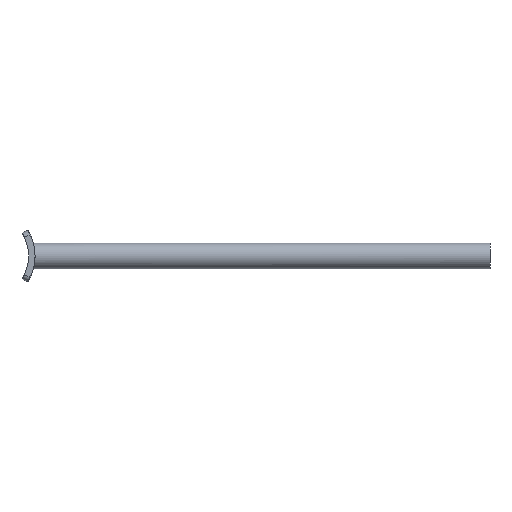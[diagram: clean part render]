
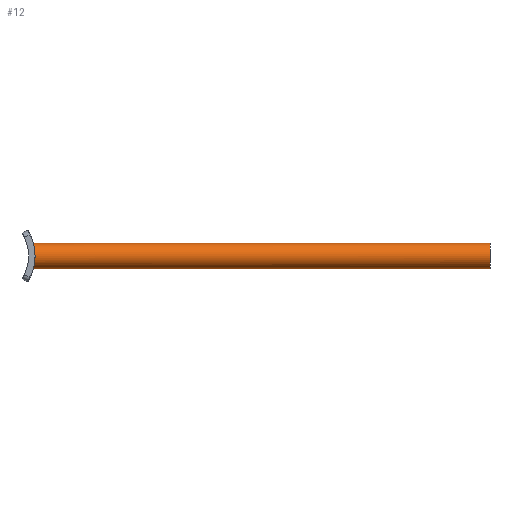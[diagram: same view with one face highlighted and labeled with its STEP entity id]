
A CAD part, front view. The second image highlights one B-rep face of the part: STEP entity #12.
In plain terms, the highlighted cylindrical face has radius 5 mm (diameter 10 mm), a partial arc.
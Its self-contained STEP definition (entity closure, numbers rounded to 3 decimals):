
#11 = CARTESIAN_POINT ( 'NONE',  ( 2.217, -3.766, -3.305 ) ) ;
#12 = ADVANCED_FACE ( 'NONE', ( #181 ), #633, .T. ) ;
#20 = CARTESIAN_POINT ( 'NONE',  ( 1.852, -0.658, 4.967 ) ) ;
#44 = AXIS2_PLACEMENT_3D ( 'NONE', #777, #106, #701 ) ;
#84 = CARTESIAN_POINT ( 'NONE',  ( 2.26, -3.974, -3.051 ) ) ;
#99 = ORIENTED_EDGE ( 'NONE', *, *, #928, .F. ) ;
#106 = DIRECTION ( 'NONE',  ( -1., 0., 0. ) ) ;
#109 = AXIS2_PLACEMENT_3D ( 'NONE', #502, #417, #648 ) ;
#123 = CARTESIAN_POINT ( 'NONE',  ( 2.009, -2.511, -4.336 ) ) ;
#154 = ORIENTED_EDGE ( 'NONE', *, *, #682, .T. ) ;
#181 = FACE_OUTER_BOUND ( 'NONE', #923, .T. ) ;
#182 = CARTESIAN_POINT ( 'NONE',  ( 2.42, -4.68, 1.768 ) ) ;
#186 = VECTOR ( 'NONE', #521, 1000. ) ;
#206 = CARTESIAN_POINT ( 'NONE',  ( 180., 0., 5. ) ) ;
#243 = CARTESIAN_POINT ( 'NONE',  ( 2.132, -3.307, 3.764 ) ) ;
#256 = CARTESIAN_POINT ( 'NONE',  ( 1.843, -0.332, 5. ) ) ;
#258 = ORIENTED_EDGE ( 'NONE', *, *, #574, .T. ) ;
#262 = VERTEX_POINT ( 'NONE', #206 ) ;
#268 = CARTESIAN_POINT ( 'NONE',  ( 1.972, -2.218, -4.493 ) ) ;
#296 = LINE ( 'NONE', #600, #186 ) ;
#302 = B_SPLINE_CURVE_WITH_KNOTS ( 'NONE', 3,
 ( #698, #256, #20, #325, #628, #851, #395, #926, #243, #778, #694, #616, #543, #182, #460, #478, #842, #337, #706, #330, #631, #930, #531, #832, #760, #84, #11, #321, #419, #123, #268, #634, #483, #573, #937, #950, #874, #568 ),
 .UNSPECIFIED., .F., .F.,
 ( 4, 2, 2, 2, 2, 2, 2, 2, 2, 2, 2, 2, 2, 2, 2, 2, 2, 2, 4 ),
 ( 0., 0.001, 0.002, 0.003, 0.004, 0.005, 0.006, 0.006, 0.007, 0.008, 0.009, 0.01, 0.011, 0.012, 0.013, 0.014, 0.015, 0.015, 0.016 ),
 .UNSPECIFIED. ) ;
#321 = CARTESIAN_POINT ( 'NONE',  ( 2.131, -3.303, -3.768 ) ) ;
#325 = CARTESIAN_POINT ( 'NONE',  ( 1.885, -1.299, 4.839 ) ) ;
#330 = CARTESIAN_POINT ( 'NONE',  ( 2.5, -5., -0.326 ) ) ;
#337 = CARTESIAN_POINT ( 'NONE',  ( 2.492, -4.968, 0.655 ) ) ;
#395 = CARTESIAN_POINT ( 'NONE',  ( 2.009, -2.509, 4.337 ) ) ;
#417 = DIRECTION ( 'NONE',  ( 1., 0., 0. ) ) ;
#419 = CARTESIAN_POINT ( 'NONE',  ( 2.088, -3.052, -3.974 ) ) ;
#423 = CARTESIAN_POINT ( 'NONE',  ( 1.843, 0., 5. ) ) ;
#460 = CARTESIAN_POINT ( 'NONE',  ( 2.433, -4.735, 1.615 ) ) ;
#478 = CARTESIAN_POINT ( 'NONE',  ( 2.457, -4.831, 1.301 ) ) ;
#480 = EDGE_CURVE ( 'NONE', #547, #481, #296, .T. ) ;
#481 = VERTEX_POINT ( 'NONE', #891 ) ;
#483 = CARTESIAN_POINT ( 'NONE',  ( 1.885, -1.303, -4.838 ) ) ;
#502 = CARTESIAN_POINT ( 'NONE',  ( 180., 0., 0. ) ) ;
#521 = DIRECTION ( 'NONE',  ( -1., 0., 0. ) ) ;
#531 = CARTESIAN_POINT ( 'NONE',  ( 2.435, -4.744, -1.613 ) ) ;
#535 = CIRCLE ( 'NONE', #109, 5. ) ;
#543 = CARTESIAN_POINT ( 'NONE',  ( 2.375, -4.492, 2.219 ) ) ;
#547 = VERTEX_POINT ( 'NONE', #765 ) ;
#568 = CARTESIAN_POINT ( 'NONE',  ( 1.843, 0., -5. ) ) ;
#573 = CARTESIAN_POINT ( 'NONE',  ( 1.86, -0.82, -4.935 ) ) ;
#574 = EDGE_CURVE ( 'NONE', #911, #481, #302, .T. ) ;
#600 = CARTESIAN_POINT ( 'NONE',  ( 180., 0., -5. ) ) ;
#616 = CARTESIAN_POINT ( 'NONE',  ( 2.339, -4.338, 2.508 ) ) ;
#628 = CARTESIAN_POINT ( 'NONE',  ( 1.91, -1.617, 4.743 ) ) ;
#631 = CARTESIAN_POINT ( 'NONE',  ( 2.491, -4.967, -0.659 ) ) ;
#633 = CYLINDRICAL_SURFACE ( 'NONE', #44, 5. ) ;
#634 = CARTESIAN_POINT ( 'NONE',  ( 1.91, -1.615, -4.743 ) ) ;
#648 = DIRECTION ( 'NONE',  ( 0., 0., -1. ) ) ;
#682 = EDGE_CURVE ( 'NONE', #262, #911, #743, .T. ) ;
#694 = CARTESIAN_POINT ( 'NONE',  ( 2.259, -3.972, 3.054 ) ) ;
#698 = CARTESIAN_POINT ( 'NONE',  ( 1.843, 0., 5. ) ) ;
#701 = DIRECTION ( 'NONE',  ( 0., 0., 1. ) ) ;
#706 = CARTESIAN_POINT ( 'NONE',  ( 2.5, -5., 0.33 ) ) ;
#743 = LINE ( 'NONE', #961, #963 ) ;
#760 = CARTESIAN_POINT ( 'NONE',  ( 2.338, -4.336, -2.511 ) ) ;
#765 = CARTESIAN_POINT ( 'NONE',  ( 180., 0., -5. ) ) ;
#777 = CARTESIAN_POINT ( 'NONE',  ( 180., 0., 0. ) ) ;
#778 = CARTESIAN_POINT ( 'NONE',  ( 2.217, -3.766, 3.305 ) ) ;
#815 = ORIENTED_EDGE ( 'NONE', *, *, #480, .F. ) ;
#827 = DIRECTION ( 'NONE',  ( -1., 0., 0. ) ) ;
#832 = CARTESIAN_POINT ( 'NONE',  ( 2.375, -4.492, -2.221 ) ) ;
#842 = CARTESIAN_POINT ( 'NONE',  ( 2.467, -4.871, 1.14 ) ) ;
#851 = CARTESIAN_POINT ( 'NONE',  ( 1.972, -2.222, 4.491 ) ) ;
#874 = CARTESIAN_POINT ( 'NONE',  ( 1.843, -0.164, -5. ) ) ;
#891 = CARTESIAN_POINT ( 'NONE',  ( 1.843, 0., -5. ) ) ;
#911 = VERTEX_POINT ( 'NONE', #423 ) ;
#923 = EDGE_LOOP ( 'NONE', ( #815, #99, #154, #258 ) ) ;
#926 = CARTESIAN_POINT ( 'NONE',  ( 2.088, -3.051, 3.975 ) ) ;
#928 = EDGE_CURVE ( 'NONE', #262, #547, #535, .T. ) ;
#930 = CARTESIAN_POINT ( 'NONE',  ( 2.459, -4.839, -1.301 ) ) ;
#937 = CARTESIAN_POINT ( 'NONE',  ( 1.854, -0.656, -4.96 ) ) ;
#950 = CARTESIAN_POINT ( 'NONE',  ( 1.845, -0.327, -4.992 ) ) ;
#961 = CARTESIAN_POINT ( 'NONE',  ( 180., 0., 5. ) ) ;
#963 = VECTOR ( 'NONE', #827, 1000. ) ;
